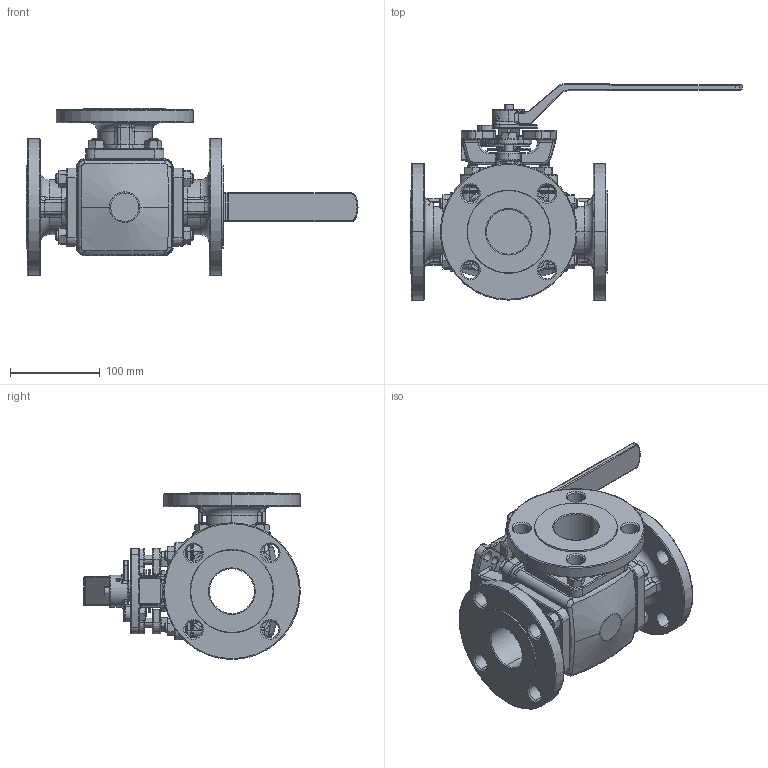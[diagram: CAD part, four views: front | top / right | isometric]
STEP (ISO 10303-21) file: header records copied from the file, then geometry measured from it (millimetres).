
FILE_DESCRIPTION (( 'STEP AP214' ), '1' );
FILE_NAME ('31-F1-0200-XXX.step', '2019-08-21T18:08:44', ( '' ), ( '' ), 'SwSTEP 2.0', 'SolidWorks 2019', '' );
FILE_SCHEMA (( 'AUTOMOTIVE_DESIGN' ));
Length unit declared in the file: inch
Products named in the file (2): 31-F1-0200-XXX
Bounding box: 369.98 x 241.37 x 186.18 mm (x, y, z)
Surface area: 338061.4 mm2 (no closed solid volume)
Topology: 0 solids, 53 shells, 1134 faces, 3156 edges, 1985 vertices
Faces by surface type: cylinder 393, plane 263, bspline 259, cone 144, torus 75
Entity records: 62557 total; most frequent: CARTESIAN_POINT 20661, DIRECTION 5642, ORIENTED_EDGE 5410, EDGE_CURVE 3136, AXIS2_PLACEMENT_3D 2328, VERTEX_POINT 1985, CIRCLE 1451, EDGE_LOOP 1262
